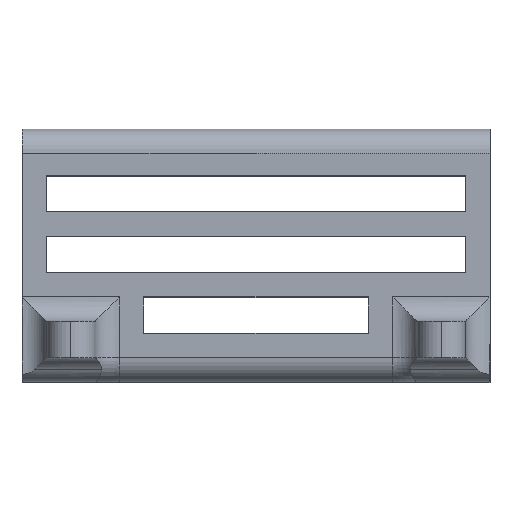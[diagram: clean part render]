
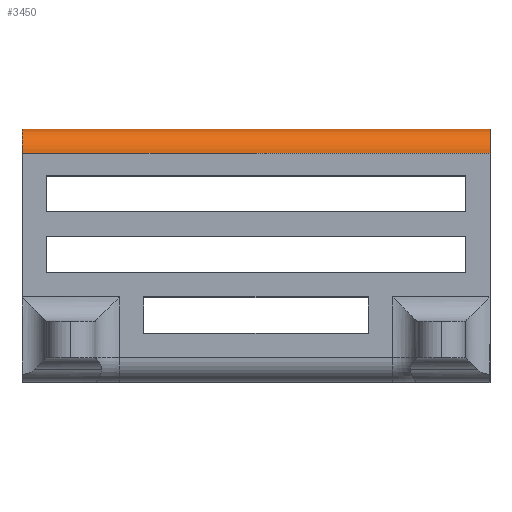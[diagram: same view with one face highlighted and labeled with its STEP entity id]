
A CAD part, top view. The second image highlights one B-rep face of the part: STEP entity #3450.
In plain terms, the highlighted cylindrical face has radius 1 mm (diameter 2 mm), a partial arc.
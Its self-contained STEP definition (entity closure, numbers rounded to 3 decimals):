
#305 = EDGE_CURVE ( 'NONE', #1037, #2225, #4896, .T. ) ;
#445 = CARTESIAN_POINT ( 'NONE',  ( 9.62, 10.4, 9.7 ) ) ;
#657 = DIRECTION ( 'NONE',  ( 0., 0., 1. ) ) ;
#755 = VECTOR ( 'NONE', #1447, 1000. ) ;
#766 = CARTESIAN_POINT ( 'NONE',  ( -9.62, 10.4, 9.7 ) ) ;
#1037 = VERTEX_POINT ( 'NONE', #445 ) ;
#1211 = CARTESIAN_POINT ( 'NONE',  ( -9.62, 9.4, 10.7 ) ) ;
#1278 = DIRECTION ( 'NONE',  ( -1., 0., 0. ) ) ;
#1297 = CIRCLE ( 'NONE', #3483, 1. ) ;
#1308 = VERTEX_POINT ( 'NONE', #1211 ) ;
#1330 = LINE ( 'NONE', #3194, #1641 ) ;
#1331 = DIRECTION ( 'NONE',  ( 0., 0., 1. ) ) ;
#1447 = DIRECTION ( 'NONE',  ( 1., 0., 0. ) ) ;
#1570 = EDGE_CURVE ( 'NONE', #1308, #5014, #1297, .T. ) ;
#1641 = VECTOR ( 'NONE', #3583, 1000. ) ;
#1860 = EDGE_CURVE ( 'NONE', #5014, #1037, #3824, .T. ) ;
#1930 = CYLINDRICAL_SURFACE ( 'NONE', #3091, 1. ) ;
#2142 = ORIENTED_EDGE ( 'NONE', *, *, #305, .F. ) ;
#2225 = VERTEX_POINT ( 'NONE', #3273 ) ;
#2560 = CARTESIAN_POINT ( 'NONE',  ( -9.62, 9.4, 9.7 ) ) ;
#2649 = DIRECTION ( 'NONE',  ( 1., 0., 0. ) ) ;
#2661 = ORIENTED_EDGE ( 'NONE', *, *, #4361, .F. ) ;
#3015 = CARTESIAN_POINT ( 'NONE',  ( 9.62, 10.4, 9.7 ) ) ;
#3091 = AXIS2_PLACEMENT_3D ( 'NONE', #3681, #1278, #1331 ) ;
#3112 = FACE_OUTER_BOUND ( 'NONE', #4343, .T. ) ;
#3194 = CARTESIAN_POINT ( 'NONE',  ( -9.62, 9.4, 10.7 ) ) ;
#3273 = CARTESIAN_POINT ( 'NONE',  ( 9.62, 9.4, 10.7 ) ) ;
#3414 = ORIENTED_EDGE ( 'NONE', *, *, #1570, .F. ) ;
#3450 = ADVANCED_FACE ( 'NONE', ( #3112 ), #1930, .T. ) ;
#3483 = AXIS2_PLACEMENT_3D ( 'NONE', #2560, #4204, #4153 ) ;
#3583 = DIRECTION ( 'NONE',  ( -1., 0., 0. ) ) ;
#3681 = CARTESIAN_POINT ( 'NONE',  ( 0., 9.4, 9.7 ) ) ;
#3773 = AXIS2_PLACEMENT_3D ( 'NONE', #5061, #2649, #657 ) ;
#3824 = LINE ( 'NONE', #3015, #755 ) ;
#4153 = DIRECTION ( 'NONE',  ( 0., 0., -1. ) ) ;
#4204 = DIRECTION ( 'NONE',  ( -1., 0., 0. ) ) ;
#4343 = EDGE_LOOP ( 'NONE', ( #3414, #2661, #2142, #4909 ) ) ;
#4361 = EDGE_CURVE ( 'NONE', #2225, #1308, #1330, .T. ) ;
#4896 = CIRCLE ( 'NONE', #3773, 1. ) ;
#4909 = ORIENTED_EDGE ( 'NONE', *, *, #1860, .F. ) ;
#5014 = VERTEX_POINT ( 'NONE', #766 ) ;
#5061 = CARTESIAN_POINT ( 'NONE',  ( 9.62, 9.4, 9.7 ) ) ;
